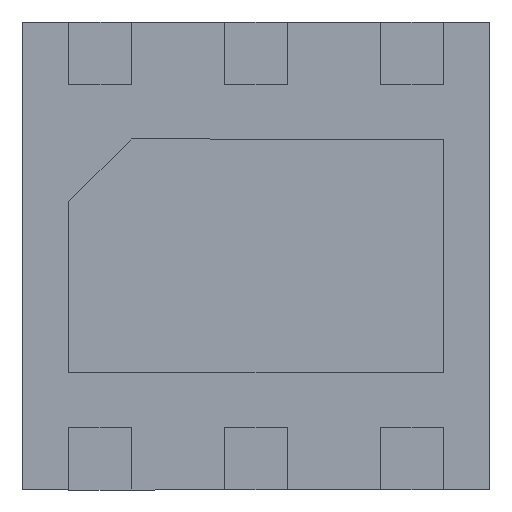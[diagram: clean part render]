
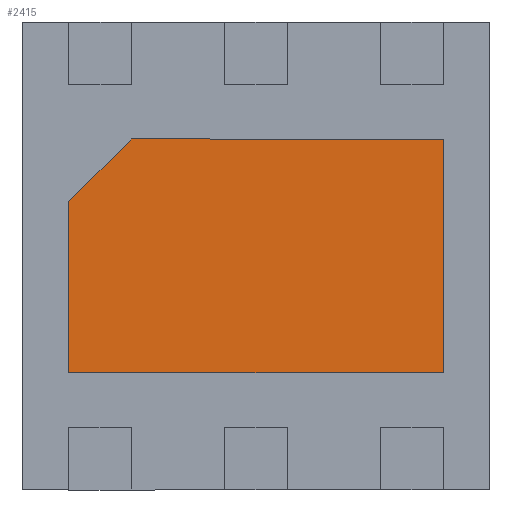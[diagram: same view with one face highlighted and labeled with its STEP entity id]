
A CAD part, front view. The second image highlights one B-rep face of the part: STEP entity #2415.
In plain terms, the highlighted planar face has unit normal (0, -1, 0).
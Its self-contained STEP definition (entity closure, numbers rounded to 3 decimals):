
#89 = ORIENTED_EDGE ( 'NONE', *, *, #3397, .T. ) ;
#257 = AXIS2_PLACEMENT_3D ( 'NONE', #1298, #518, #2105 ) ;
#311 = ORIENTED_EDGE ( 'NONE', *, *, #2067, .T. ) ;
#329 = VERTEX_POINT ( 'NONE', #3127 ) ;
#475 = CARTESIAN_POINT ( 'NONE',  ( -1.2, -0.1, 0.35 ) ) ;
#518 = DIRECTION ( 'NONE',  ( 0., -1., 0. ) ) ;
#983 = VERTEX_POINT ( 'NONE', #2412 ) ;
#1076 = CARTESIAN_POINT ( 'NONE',  ( 1.2, -0.1, -0.75 ) ) ;
#1080 = EDGE_CURVE ( 'NONE', #983, #4629, #2221, .T. ) ;
#1264 = DIRECTION ( 'NONE',  ( 0., 0., -1. ) ) ;
#1298 = CARTESIAN_POINT ( 'NONE',  ( 0., -0.1, 0. ) ) ;
#1740 = DIRECTION ( 'NONE',  ( -0.707, 0., -0.707 ) ) ;
#1741 = CARTESIAN_POINT ( 'NONE',  ( -1.2, -0.1, -0.75 ) ) ;
#1917 = LINE ( 'NONE', #1076, #3973 ) ;
#2067 = EDGE_CURVE ( 'NONE', #4629, #3812, #1917, .T. ) ;
#2105 = DIRECTION ( 'NONE',  ( 0., 0., -1. ) ) ;
#2150 = EDGE_CURVE ( 'NONE', #3812, #3135, #5045, .T. ) ;
#2165 = FACE_OUTER_BOUND ( 'NONE', #3702, .T. ) ;
#2186 = LINE ( 'NONE', #1741, #3160 ) ;
#2221 = LINE ( 'NONE', #4702, #3306 ) ;
#2412 = CARTESIAN_POINT ( 'NONE',  ( -1.2, -0.1, -0.75 ) ) ;
#2415 = ADVANCED_FACE ( 'NONE', ( #2165 ), #3417, .T. ) ;
#2479 = ORIENTED_EDGE ( 'NONE', *, *, #2150, .T. ) ;
#2714 = EDGE_CURVE ( 'NONE', #3135, #329, #2953, .T. ) ;
#2953 = LINE ( 'NONE', #475, #3086 ) ;
#3086 = VECTOR ( 'NONE', #1740, 1000. ) ;
#3127 = CARTESIAN_POINT ( 'NONE',  ( -1.2, -0.1, 0.35 ) ) ;
#3135 = VERTEX_POINT ( 'NONE', #3690 ) ;
#3140 = CARTESIAN_POINT ( 'NONE',  ( 1.2, -0.1, 0.75 ) ) ;
#3160 = VECTOR ( 'NONE', #1264, 1000. ) ;
#3306 = VECTOR ( 'NONE', #3880, 1000. ) ;
#3351 = DIRECTION ( 'NONE',  ( -1., 0., 0. ) ) ;
#3397 = EDGE_CURVE ( 'NONE', #329, #983, #2186, .T. ) ;
#3417 = PLANE ( 'NONE',  #257 ) ;
#3428 = ORIENTED_EDGE ( 'NONE', *, *, #1080, .T. ) ;
#3567 = DIRECTION ( 'NONE',  ( 0., 0., 1. ) ) ;
#3690 = CARTESIAN_POINT ( 'NONE',  ( -0.8, -0.1, 0.75 ) ) ;
#3702 = EDGE_LOOP ( 'NONE', ( #311, #2479, #4522, #89, #3428 ) ) ;
#3812 = VERTEX_POINT ( 'NONE', #3140 ) ;
#3834 = CARTESIAN_POINT ( 'NONE',  ( 1.2, -0.1, -0.75 ) ) ;
#3880 = DIRECTION ( 'NONE',  ( 1., 0., 0. ) ) ;
#3973 = VECTOR ( 'NONE', #3567, 1000. ) ;
#4522 = ORIENTED_EDGE ( 'NONE', *, *, #2714, .T. ) ;
#4590 = CARTESIAN_POINT ( 'NONE',  ( 1.2, -0.1, 0.75 ) ) ;
#4629 = VERTEX_POINT ( 'NONE', #3834 ) ;
#4670 = VECTOR ( 'NONE', #3351, 1000. ) ;
#4702 = CARTESIAN_POINT ( 'NONE',  ( 1.2, -0.1, -0.75 ) ) ;
#5045 = LINE ( 'NONE', #4590, #4670 ) ;
